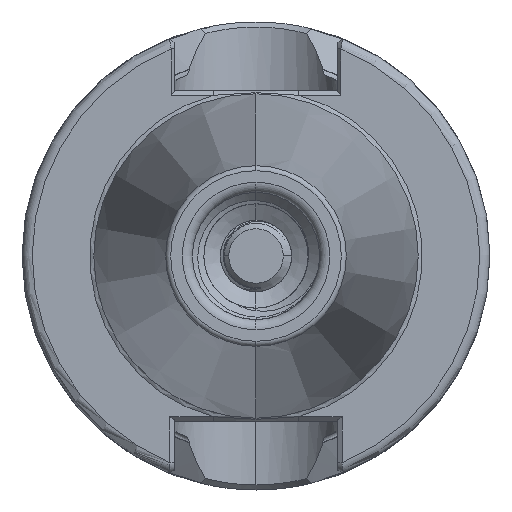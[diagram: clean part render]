
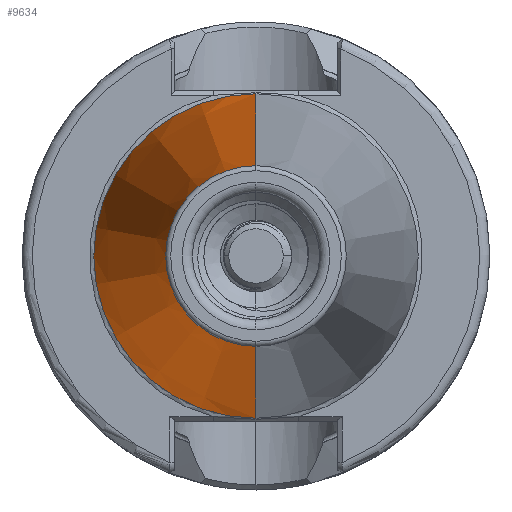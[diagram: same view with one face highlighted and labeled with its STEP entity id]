
A CAD part, left-side view. The second image highlights one B-rep face of the part: STEP entity #9634.
In plain terms, the highlighted conical face has half-angle 8.297 degrees and reference radius 15.948 mm.
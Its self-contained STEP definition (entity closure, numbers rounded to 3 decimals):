
#244 = DIRECTION ( 'NONE',  ( 1., 0., 0. ) ) ;
#262 = DIRECTION ( 'NONE',  ( 0., 0., -1. ) ) ;
#283 = CARTESIAN_POINT ( 'NONE',  ( -1.5, 0., 0. ) ) ;
#1577 = VERTEX_POINT ( 'NONE', #17287 ) ;
#1584 = VERTEX_POINT ( 'NONE', #17282 ) ;
#1585 = VERTEX_POINT ( 'NONE', #17257 ) ;
#3805 = CIRCLE ( 'NONE', #16721, 15.948 ) ;
#3807 = CIRCLE ( 'NONE', #16691, 8.879 ) ;
#4745 = DIRECTION ( 'NONE',  ( 1., 0., 0. ) ) ;
#4771 = DIRECTION ( 'NONE',  ( 0., 0., -1. ) ) ;
#4785 = CARTESIAN_POINT ( 'NONE',  ( -1.5, 0., 0. ) ) ;
#4800 = DIRECTION ( 'NONE',  ( 0., 0., -1. ) ) ;
#4803 = CARTESIAN_POINT ( 'NONE',  ( -49.972, 0., 0. ) ) ;
#4805 = DIRECTION ( 'NONE',  ( 1., 0., 0. ) ) ;
#7146 = CARTESIAN_POINT ( 'NONE',  ( -1.5, 0., -15.948 ) ) ;
#7147 = DIRECTION ( 'NONE',  ( 0.99, 0., -0.144 ) ) ;
#8164 = VERTEX_POINT ( 'NONE', #19688 ) ;
#9634 = ADVANCED_FACE ( 'NONE', ( #21452 ), #21477, .T. ) ;
#14412 = ORIENTED_EDGE ( 'NONE', *, *, #15324, .T. ) ;
#14414 = ORIENTED_EDGE ( 'NONE', *, *, #15252, .F. ) ;
#14438 = ORIENTED_EDGE ( 'NONE', *, *, #24694, .F. ) ;
#14457 = ORIENTED_EDGE ( 'NONE', *, *, #24701, .T. ) ;
#15252 = EDGE_CURVE ( 'NONE', #1585, #8164, #23688, .T. ) ;
#15324 = EDGE_CURVE ( 'NONE', #1584, #1577, #23784, .T. ) ;
#16691 = AXIS2_PLACEMENT_3D ( 'NONE', #4803, #4805, #4800 ) ;
#16721 = AXIS2_PLACEMENT_3D ( 'NONE', #4785, #4745, #4771 ) ;
#17257 = CARTESIAN_POINT ( 'NONE',  ( -49.972, 0., -8.879 ) ) ;
#17282 = CARTESIAN_POINT ( 'NONE',  ( -49.972, 0., 8.879 ) ) ;
#17287 = CARTESIAN_POINT ( 'NONE',  ( -1.5, 0., 15.948 ) ) ;
#19688 = CARTESIAN_POINT ( 'NONE',  ( -1.5, 0., -15.948 ) ) ;
#21452 = FACE_OUTER_BOUND ( 'NONE', #26534, .T. ) ;
#21477 = CONICAL_SURFACE ( 'NONE', #24168, 15.948, 0.145 ) ;
#23170 = DIRECTION ( 'NONE',  ( 0.99, 0., 0.144 ) ) ;
#23173 = CARTESIAN_POINT ( 'NONE',  ( -1.5, 0., 15.948 ) ) ;
#23688 = LINE ( 'NONE', #7146, #23690 ) ;
#23690 = VECTOR ( 'NONE', #7147, 1000. ) ;
#23784 = LINE ( 'NONE', #23173, #23794 ) ;
#23794 = VECTOR ( 'NONE', #23170, 1000. ) ;
#24168 = AXIS2_PLACEMENT_3D ( 'NONE', #283, #244, #262 ) ;
#24694 = EDGE_CURVE ( 'NONE', #8164, #1577, #3805, .T. ) ;
#24701 = EDGE_CURVE ( 'NONE', #1585, #1584, #3807, .T. ) ;
#26534 = EDGE_LOOP ( 'NONE', ( #14457, #14412, #14438, #14414 ) ) ;
